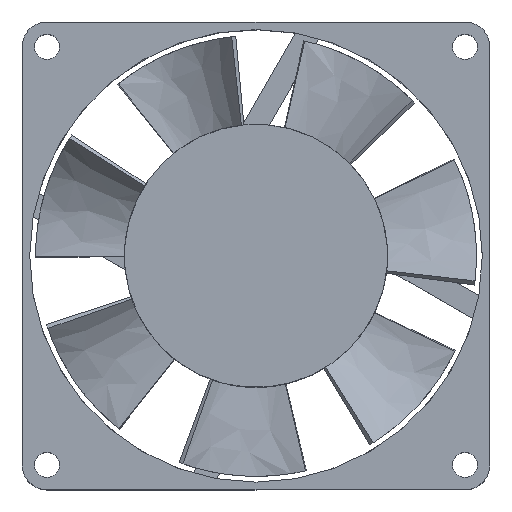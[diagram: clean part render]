
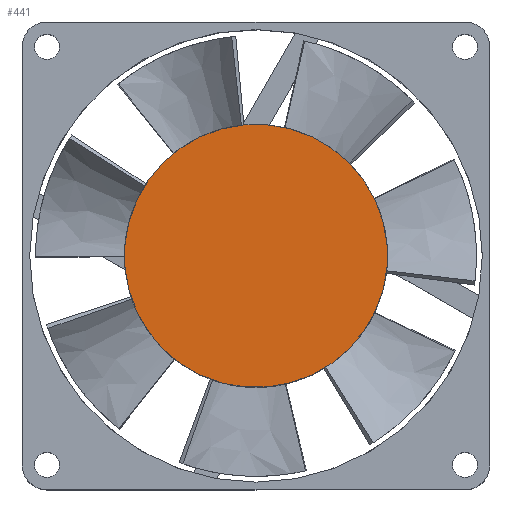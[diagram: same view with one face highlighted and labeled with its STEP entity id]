
A CAD part, top view. The second image highlights one B-rep face of the part: STEP entity #441.
In plain terms, the highlighted face is planar.
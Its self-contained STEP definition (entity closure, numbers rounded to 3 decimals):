
#368 = ORIENTED_EDGE ( 'NONE', *, *, #387, .T. ) ;
#387 = EDGE_CURVE ( 'NONE', #4235, #4245, #1350, .T. ) ;
#441 = ADVANCED_FACE ( 'NONE', ( #1410 ), #1414, .F. ) ;
#442 = EDGE_LOOP ( 'NONE', ( #443, #368 ) ) ;
#443 = ORIENTED_EDGE ( 'NONE', *, *, #4241, .T. ) ;
#1346 = DIRECTION ( 'NONE',  ( 0., -1., 0. ) ) ;
#1347 = DIRECTION ( 'NONE',  ( -1., 0., 0. ) ) ;
#1348 = CARTESIAN_POINT ( 'NONE',  ( -25., 0., 0. ) ) ;
#1349 = AXIS2_PLACEMENT_3D ( 'NONE', #1348, #1347, #1346 ) ;
#1350 = CIRCLE ( 'NONE', #1349, 22.5 ) ;
#1406 = DIRECTION ( 'NONE',  ( 0., 1., 0. ) ) ;
#1407 = DIRECTION ( 'NONE',  ( 1., 0., 0. ) ) ;
#1408 = CARTESIAN_POINT ( 'NONE',  ( -25., 0., 0. ) ) ;
#1409 = AXIS2_PLACEMENT_3D ( 'NONE', #1408, #1407, #1406 ) ;
#1410 = FACE_OUTER_BOUND ( 'NONE', #442, .T. ) ;
#1414 = PLANE ( 'NONE',  #1409 ) ;
#3077 = CARTESIAN_POINT ( 'NONE',  ( -25., 22.5, 0. ) ) ;
#3089 = CARTESIAN_POINT ( 'NONE',  ( -25., -22.5, 0. ) ) ;
#3094 = DIRECTION ( 'NONE',  ( 0., -1., 0. ) ) ;
#3095 = DIRECTION ( 'NONE',  ( -1., 0., 0. ) ) ;
#3096 = CARTESIAN_POINT ( 'NONE',  ( -25., 0., 0. ) ) ;
#3097 = AXIS2_PLACEMENT_3D ( 'NONE', #3096, #3095, #3094 ) ;
#3098 = CIRCLE ( 'NONE', #3097, 22.5 ) ;
#4235 = VERTEX_POINT ( 'NONE', #3077 ) ;
#4241 = EDGE_CURVE ( 'NONE', #4245, #4235, #3098, .T. ) ;
#4245 = VERTEX_POINT ( 'NONE', #3089 ) ;
